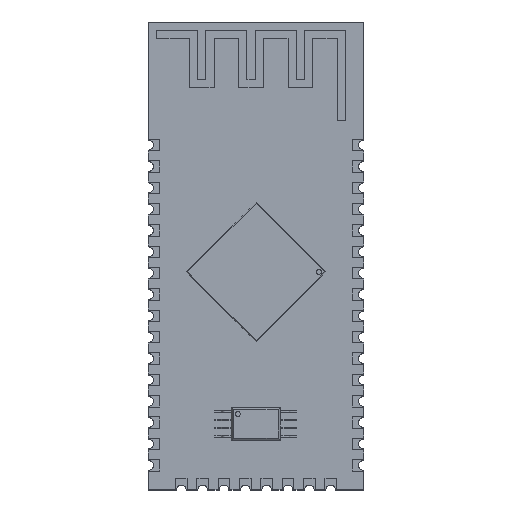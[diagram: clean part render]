
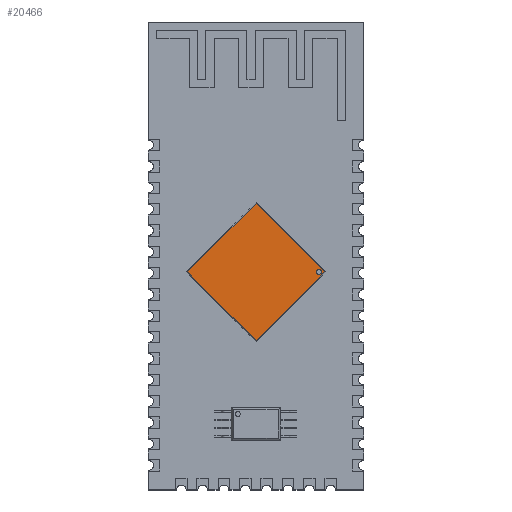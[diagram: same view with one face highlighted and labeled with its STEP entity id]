
A CAD part, top view. The second image highlights one B-rep face of the part: STEP entity #20466.
In plain terms, the highlighted planar face has unit normal (0, 0, 1).
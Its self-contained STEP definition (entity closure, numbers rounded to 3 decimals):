
#279=FACE_BOUND('',#2615,.T.);
#289=PLANE('',#21847);
#1381=FACE_OUTER_BOUND('',#2614,.T.);
#2614=EDGE_LOOP('',(#14429,#14430,#14431,#14432));
#2615=EDGE_LOOP('',(#14433));
#3843=LINE('',#29102,#6517);
#3848=LINE('',#29112,#6522);
#3850=LINE('',#29116,#6524);
#3853=LINE('',#29121,#6527);
#6517=VECTOR('',#23378,10.);
#6522=VECTOR('',#23385,10.);
#6524=VECTOR('',#23389,10.);
#6527=VECTOR('',#23394,10.);
#9190=CIRCLE('',#21838,0.15);
#9474=VERTEX_POINT('',#29093);
#9476=VERTEX_POINT('',#29100);
#9477=VERTEX_POINT('',#29101);
#9481=VERTEX_POINT('',#29111);
#9482=VERTEX_POINT('',#29115);
#11442=EDGE_CURVE('',#9474,#9474,#9190,.T.);
#11445=EDGE_CURVE('',#9476,#9477,#3843,.T.);
#11450=EDGE_CURVE('',#9477,#9481,#3848,.T.);
#11452=EDGE_CURVE('',#9482,#9476,#3850,.T.);
#11455=EDGE_CURVE('',#9481,#9482,#3853,.T.);
#14429=ORIENTED_EDGE('',*,*,#11445,.F.);
#14430=ORIENTED_EDGE('',*,*,#11452,.F.);
#14431=ORIENTED_EDGE('',*,*,#11455,.F.);
#14432=ORIENTED_EDGE('',*,*,#11450,.F.);
#14433=ORIENTED_EDGE('',*,*,#11442,.T.);
#20466=ADVANCED_FACE('',(#1381,#279),#289,.T.);
#21838=AXIS2_PLACEMENT_3D('',#29094,#23369,#23370);
#21847=AXIS2_PLACEMENT_3D('',#29133,#23405,#23406);
#23369=DIRECTION('center_axis',(0.,0.,-1.));
#23370=DIRECTION('ref_axis',(1.,0.,0.));
#23378=DIRECTION('',(0.,-1.,0.));
#23385=DIRECTION('',(-1.,0.,0.));
#23389=DIRECTION('',(1.,0.,0.));
#23394=DIRECTION('',(0.,1.,0.));
#23405=DIRECTION('center_axis',(0.,0.,1.));
#23406=DIRECTION('ref_axis',(1.,0.,0.));
#29093=CARTESIAN_POINT('',(-2.85,2.7,0.5));
#29094=CARTESIAN_POINT('Origin',(-2.7,2.7,0.5));
#29100=CARTESIAN_POINT('',(2.955,2.955,0.5));
#29101=CARTESIAN_POINT('',(2.955,-2.955,0.5));
#29102=CARTESIAN_POINT('',(2.955,1.5,0.5));
#29111=CARTESIAN_POINT('',(-2.955,-2.955,0.5));
#29112=CARTESIAN_POINT('',(1.5,-2.955,0.5));
#29115=CARTESIAN_POINT('',(-2.955,2.955,0.5));
#29116=CARTESIAN_POINT('',(-1.5,2.955,0.5));
#29121=CARTESIAN_POINT('',(-2.955,-1.5,0.5));
#29133=CARTESIAN_POINT('Origin',(0.,0.,0.5));
